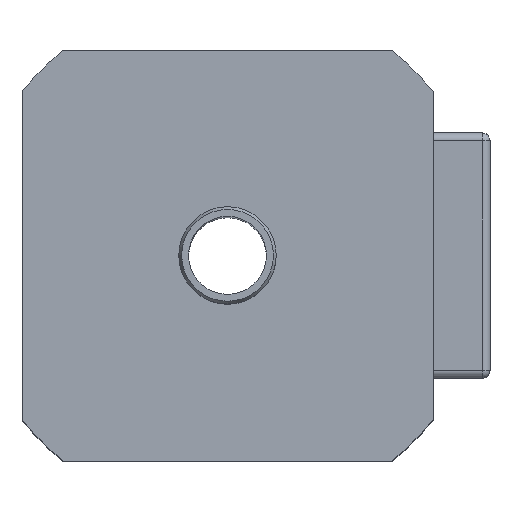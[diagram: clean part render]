
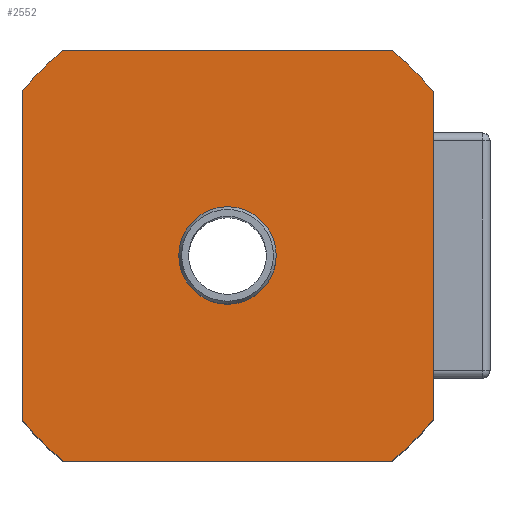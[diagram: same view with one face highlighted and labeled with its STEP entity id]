
A CAD part, top view. The second image highlights one B-rep face of the part: STEP entity #2552.
In plain terms, the highlighted planar face has unit normal (0, 0, 1).
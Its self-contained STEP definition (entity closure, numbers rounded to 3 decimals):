
#60=LINE('',#3737,#355);
#61=LINE('',#3739,#356);
#62=LINE('',#3743,#357);
#63=LINE('',#3746,#358);
#355=VECTOR('',#2980,33.692);
#356=VECTOR('',#2981,33.692);
#357=VECTOR('',#2984,33.692);
#358=VECTOR('',#2987,33.692);
#645=FACE_BOUND('',#813,.T.);
#665=FACE_OUTER_BOUND('',#812,.T.);
#812=EDGE_LOOP('',(#1698,#1699,#1700,#1701,#1702,#1703,#1704,#1705));
#813=EDGE_LOOP('',(#1706));
#977=CIRCLE('',#2725,27.);
#978=CIRCLE('',#2727,27.);
#979=CIRCLE('',#2728,27.);
#980=CIRCLE('',#2729,27.);
#981=CIRCLE('',#2730,5.);
#1065=VERTEX_POINT('',#3728);
#1066=VERTEX_POINT('',#3730);
#1067=VERTEX_POINT('',#3734);
#1068=VERTEX_POINT('',#3735);
#1069=VERTEX_POINT('',#3738);
#1070=VERTEX_POINT('',#3740);
#1071=VERTEX_POINT('',#3742);
#1072=VERTEX_POINT('',#3744);
#1073=VERTEX_POINT('',#3747);
#1316=EDGE_CURVE('',#1065,#1066,#977,.T.);
#1318=EDGE_CURVE('',#1067,#1068,#978,.T.);
#1319=EDGE_CURVE('',#1066,#1067,#60,.T.);
#1320=EDGE_CURVE('',#1069,#1065,#61,.T.);
#1321=EDGE_CURVE('',#1070,#1069,#979,.T.);
#1322=EDGE_CURVE('',#1071,#1070,#62,.T.);
#1323=EDGE_CURVE('',#1072,#1071,#980,.T.);
#1324=EDGE_CURVE('',#1068,#1072,#63,.T.);
#1325=EDGE_CURVE('',#1073,#1073,#981,.T.);
#1698=ORIENTED_EDGE('',*,*,#1318,.F.);
#1699=ORIENTED_EDGE('',*,*,#1319,.F.);
#1700=ORIENTED_EDGE('',*,*,#1316,.F.);
#1701=ORIENTED_EDGE('',*,*,#1320,.F.);
#1702=ORIENTED_EDGE('',*,*,#1321,.F.);
#1703=ORIENTED_EDGE('',*,*,#1322,.F.);
#1704=ORIENTED_EDGE('',*,*,#1323,.F.);
#1705=ORIENTED_EDGE('',*,*,#1324,.F.);
#1706=ORIENTED_EDGE('',*,*,#1325,.F.);
#2444=PLANE('',#2726);
#2552=ADVANCED_FACE('',(#665,#645),#2444,.F.);
#2725=AXIS2_PLACEMENT_3D('',#3731,#2973,#2974);
#2726=AXIS2_PLACEMENT_3D('',#3733,#2976,#2977);
#2727=AXIS2_PLACEMENT_3D('',#3736,#2978,#2979);
#2728=AXIS2_PLACEMENT_3D('',#3741,#2982,#2983);
#2729=AXIS2_PLACEMENT_3D('',#3745,#2985,#2986);
#2730=AXIS2_PLACEMENT_3D('',#3748,#2988,#2989);
#2973=DIRECTION('center_axis',(0.,0.,-1.));
#2974=DIRECTION('ref_axis',(0.781,-0.624,0.));
#2976=DIRECTION('center_axis',(0.,0.,-1.));
#2977=DIRECTION('ref_axis',(0.,-1.,0.));
#2978=DIRECTION('center_axis',(0.,0.,-1.));
#2979=DIRECTION('ref_axis',(-0.624,-0.781,0.));
#2980=DIRECTION('',(-1.,0.,0.));
#2981=DIRECTION('',(0.,-1.,0.));
#2982=DIRECTION('center_axis',(0.,0.,-1.));
#2983=DIRECTION('ref_axis',(0.624,0.781,0.));
#2984=DIRECTION('',(1.,0.,0.));
#2985=DIRECTION('center_axis',(0.,0.,-1.));
#2986=DIRECTION('ref_axis',(-0.781,0.624,0.));
#2987=DIRECTION('',(0.,1.,0.));
#2988=DIRECTION('center_axis',(0.,0.,1.));
#2989=DIRECTION('ref_axis',(1.,0.,0.));
#3728=CARTESIAN_POINT('',(21.1,-16.846,47.6));
#3730=CARTESIAN_POINT('',(16.846,-21.1,47.6));
#3731=CARTESIAN_POINT('Origin',(0.,0.,
47.6));
#3733=CARTESIAN_POINT('Origin',(0.,0.,
47.6));
#3734=CARTESIAN_POINT('',(-16.846,-21.1,47.6));
#3735=CARTESIAN_POINT('',(-21.1,-16.846,47.6));
#3736=CARTESIAN_POINT('Origin',(0.,0.,
47.6));
#3737=CARTESIAN_POINT('',(16.846,-21.1,47.6));
#3738=CARTESIAN_POINT('',(21.1,16.846,47.6));
#3739=CARTESIAN_POINT('',(21.1,16.846,47.6));
#3740=CARTESIAN_POINT('',(16.846,21.1,47.6));
#3741=CARTESIAN_POINT('Origin',(0.,0.,
47.6));
#3742=CARTESIAN_POINT('',(-16.846,21.1,47.6));
#3743=CARTESIAN_POINT('',(-16.846,21.1,47.6));
#3744=CARTESIAN_POINT('',(-21.1,16.846,47.6));
#3745=CARTESIAN_POINT('Origin',(0.,0.,
47.6));
#3746=CARTESIAN_POINT('',(-21.1,-16.846,47.6));
#3747=CARTESIAN_POINT('',(-5.,0.,47.6));
#3748=CARTESIAN_POINT('Origin',(0.,0.,
47.6));
